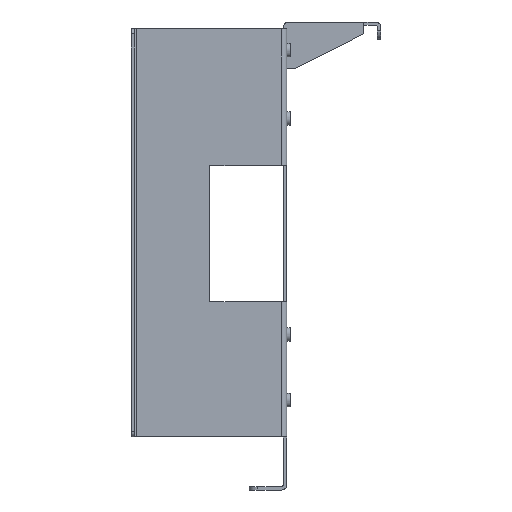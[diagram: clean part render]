
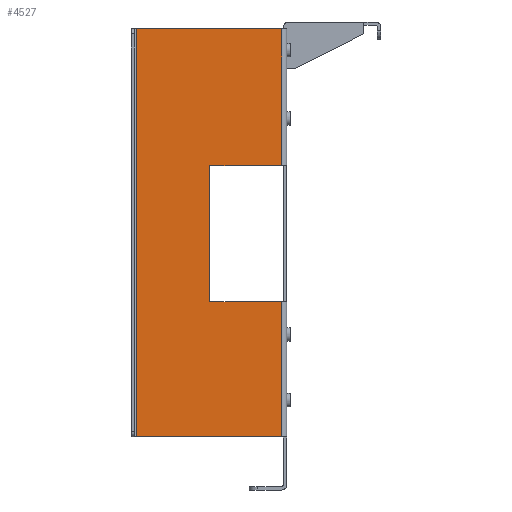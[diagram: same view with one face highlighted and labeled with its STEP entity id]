
A CAD part, left-side view. The second image highlights one B-rep face of the part: STEP entity #4527.
In plain terms, the highlighted planar face has unit normal (-1, 0, 0).
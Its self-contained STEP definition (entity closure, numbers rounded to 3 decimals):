
#39 = LINE ( 'NONE', #4596, #3996 ) ;
#374 = EDGE_LOOP ( 'NONE', ( #2668, #3693, #767, #4672, #2004, #1197, #454, #2109 ) ) ;
#448 = VERTEX_POINT ( 'NONE', #4324 ) ;
#454 = ORIENTED_EDGE ( 'NONE', *, *, #3463, .F. ) ;
#475 = CARTESIAN_POINT ( 'NONE',  ( -94., 45.5, -167.3 ) ) ;
#569 = LINE ( 'NONE', #2893, #4541 ) ;
#591 = CARTESIAN_POINT ( 'NONE',  ( -94., 3.5, -326. ) ) ;
#649 = VERTEX_POINT ( 'NONE', #1158 ) ;
#663 = VECTOR ( 'NONE', #1083, 1000. ) ;
#669 = EDGE_CURVE ( 'NONE', #3130, #649, #2653, .T. ) ;
#682 = CARTESIAN_POINT ( 'NONE',  ( -94., 45.5, -167.3 ) ) ;
#686 = DIRECTION ( 'NONE',  ( 0., 0., -1. ) ) ;
#767 = ORIENTED_EDGE ( 'NONE', *, *, #4175, .T. ) ;
#871 = EDGE_CURVE ( 'NONE', #1415, #4340, #569, .T. ) ;
#937 = DIRECTION ( 'NONE',  ( 0., 0., 1. ) ) ;
#962 = CARTESIAN_POINT ( 'NONE',  ( -94., 3.5, 264.281 ) ) ;
#983 = LINE ( 'NONE', #3598, #1890 ) ;
#1083 = DIRECTION ( 'NONE',  ( 0., -1., 0. ) ) ;
#1094 = DIRECTION ( 'NONE',  ( 0., -1., 0. ) ) ;
#1132 = CARTESIAN_POINT ( 'NONE',  ( -94., 3.5, -247. ) ) ;
#1158 = CARTESIAN_POINT ( 'NONE',  ( -94., 3.5, -167.3 ) ) ;
#1195 = VECTOR ( 'NONE', #1206, 1000. ) ;
#1197 = ORIENTED_EDGE ( 'NONE', *, *, #669, .F. ) ;
#1206 = DIRECTION ( 'NONE',  ( 0., 1., 0. ) ) ;
#1217 = DIRECTION ( 'NONE',  ( 0., 0., 1. ) ) ;
#1277 = VERTEX_POINT ( 'NONE', #2241 ) ;
#1415 = VERTEX_POINT ( 'NONE', #591 ) ;
#1817 = CARTESIAN_POINT ( 'NONE',  ( -94., 2.5, -326. ) ) ;
#1830 = CARTESIAN_POINT ( 'NONE',  ( -94., 2.5, -87.3 ) ) ;
#1890 = VECTOR ( 'NONE', #686, 1000. ) ;
#1969 = LINE ( 'NONE', #2292, #1195 ) ;
#2004 = ORIENTED_EDGE ( 'NONE', *, *, #4634, .T. ) ;
#2027 = LINE ( 'NONE', #1830, #3236 ) ;
#2105 = DIRECTION ( 'NONE',  ( 0., 0., -1. ) ) ;
#2109 = ORIENTED_EDGE ( 'NONE', *, *, #2133, .T. ) ;
#2133 = EDGE_CURVE ( 'NONE', #448, #4340, #983, .T. ) ;
#2153 = DIRECTION ( 'NONE',  ( -1., 0., 0. ) ) ;
#2241 = CARTESIAN_POINT ( 'NONE',  ( -94., 45.5, -247. ) ) ;
#2292 = CARTESIAN_POINT ( 'NONE',  ( -94., -9.5, -247. ) ) ;
#2301 = VERTEX_POINT ( 'NONE', #1132 ) ;
#2609 = LINE ( 'NONE', #682, #663 ) ;
#2653 = LINE ( 'NONE', #962, #4569 ) ;
#2658 = CARTESIAN_POINT ( 'NONE',  ( -94., 3.5, -326. ) ) ;
#2668 = ORIENTED_EDGE ( 'NONE', *, *, #871, .F. ) ;
#2681 = CARTESIAN_POINT ( 'NONE',  ( -94., 88.5, -326. ) ) ;
#2855 = EDGE_CURVE ( 'NONE', #1277, #3110, #39, .T. ) ;
#2893 = CARTESIAN_POINT ( 'NONE',  ( -94., 2.5, -326. ) ) ;
#2913 = DIRECTION ( 'NONE',  ( 0., 0., 1. ) ) ;
#3110 = VERTEX_POINT ( 'NONE', #475 ) ;
#3130 = VERTEX_POINT ( 'NONE', #3799 ) ;
#3236 = VECTOR ( 'NONE', #1094, 1000. ) ;
#3408 = AXIS2_PLACEMENT_3D ( 'NONE', #1817, #2153, #2913 ) ;
#3463 = EDGE_CURVE ( 'NONE', #448, #3130, #2027, .T. ) ;
#3473 = LINE ( 'NONE', #2658, #4514 ) ;
#3598 = CARTESIAN_POINT ( 'NONE',  ( -94., 88.5, -326. ) ) ;
#3663 = PLANE ( 'NONE',  #3408 ) ;
#3693 = ORIENTED_EDGE ( 'NONE', *, *, #3705, .T. ) ;
#3705 = EDGE_CURVE ( 'NONE', #1415, #2301, #3473, .T. ) ;
#3799 = CARTESIAN_POINT ( 'NONE',  ( -94., 3.5, -87.3 ) ) ;
#3876 = FACE_OUTER_BOUND ( 'NONE', #374, .T. ) ;
#3996 = VECTOR ( 'NONE', #937, 1000. ) ;
#4175 = EDGE_CURVE ( 'NONE', #2301, #1277, #1969, .T. ) ;
#4324 = CARTESIAN_POINT ( 'NONE',  ( -94., 88.5, -87.3 ) ) ;
#4340 = VERTEX_POINT ( 'NONE', #2681 ) ;
#4343 = DIRECTION ( 'NONE',  ( 0., 1., 0. ) ) ;
#4514 = VECTOR ( 'NONE', #1217, 1000. ) ;
#4527 = ADVANCED_FACE ( 'NONE', ( #3876 ), #3663, .T. ) ;
#4541 = VECTOR ( 'NONE', #4343, 1000. ) ;
#4569 = VECTOR ( 'NONE', #2105, 1000. ) ;
#4596 = CARTESIAN_POINT ( 'NONE',  ( -94., 45.5, -326. ) ) ;
#4634 = EDGE_CURVE ( 'NONE', #3110, #649, #2609, .T. ) ;
#4672 = ORIENTED_EDGE ( 'NONE', *, *, #2855, .T. ) ;
